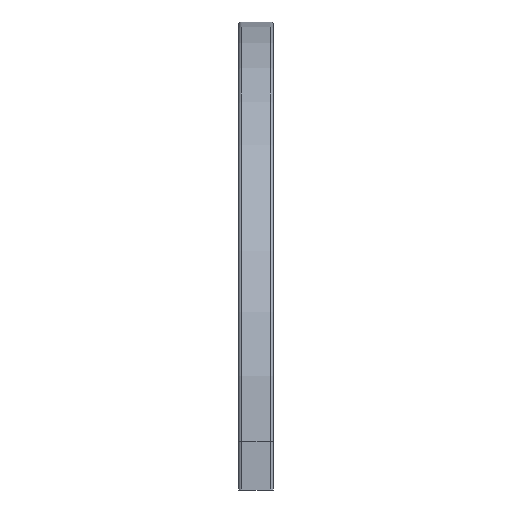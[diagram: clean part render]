
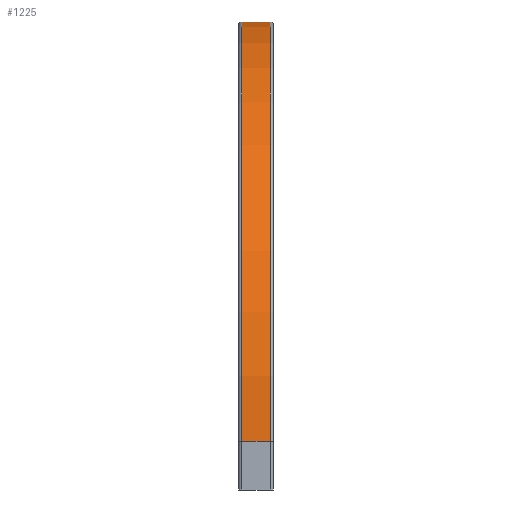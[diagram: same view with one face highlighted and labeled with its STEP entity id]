
A CAD part, left-side view. The second image highlights one B-rep face of the part: STEP entity #1225.
In plain terms, the highlighted cylindrical face has radius 1035 mm (diameter 2070 mm), a partial arc.
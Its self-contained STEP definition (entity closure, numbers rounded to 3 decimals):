
#97=CIRCLE('',#1373,1035.);
#98=CIRCLE('',#1375,1035.);
#133=CYLINDRICAL_SURFACE('',#1374,1035.);
#199=FACE_OUTER_BOUND('',#269,.T.);
#269=EDGE_LOOP('',(#1107,#1108,#1109,#1110));
#284=LINE('',#1813,#388);
#363=LINE('',#2053,#467);
#388=VECTOR('',#1412,10.);
#467=VECTOR('',#1633,10.);
#491=VERTEX_POINT('',#1803);
#494=VERTEX_POINT('',#1811);
#581=VERTEX_POINT('',#2043);
#584=VERTEX_POINT('',#2051);
#608=EDGE_CURVE('',#494,#491,#284,.T.);
#725=EDGE_CURVE('',#581,#584,#363,.T.);
#769=EDGE_CURVE('',#494,#581,#97,.T.);
#770=EDGE_CURVE('',#491,#584,#98,.T.);
#1107=ORIENTED_EDGE('',*,*,#725,.T.);
#1108=ORIENTED_EDGE('',*,*,#770,.F.);
#1109=ORIENTED_EDGE('',*,*,#608,.F.);
#1110=ORIENTED_EDGE('',*,*,#769,.T.);
#1225=ADVANCED_FACE('',(#199),#133,.T.);
#1373=AXIS2_PLACEMENT_3D('',#2134,#1759,#1760);
#1374=AXIS2_PLACEMENT_3D('',#2135,#1761,#1762);
#1375=AXIS2_PLACEMENT_3D('',#2136,#1763,#1764);
#1412=DIRECTION('',(0.,1.,0.));
#1633=DIRECTION('',(0.,1.,0.));
#1759=DIRECTION('center_axis',(0.,1.,0.));
#1760=DIRECTION('ref_axis',(-1.,0.,0.));
#1761=DIRECTION('center_axis',(0.,1.,0.));
#1762=DIRECTION('ref_axis',(-1.,0.,0.));
#1763=DIRECTION('center_axis',(0.,1.,0.));
#1764=DIRECTION('ref_axis',(-1.,0.,0.));
#1803=CARTESIAN_POINT('',(-35.,78.,0.));
#1811=CARTESIAN_POINT('',(-35.,7.,0.));
#1813=CARTESIAN_POINT('',(-35.,7.,0.));
#2043=CARTESIAN_POINT('',(1000.,7.,1035.));
#2051=CARTESIAN_POINT('',(1000.,78.,1035.));
#2053=CARTESIAN_POINT('',(1000.,7.,1035.));
#2134=CARTESIAN_POINT('Origin',(1000.,7.,0.));
#2135=CARTESIAN_POINT('Origin',(1000.,42.5,0.));
#2136=CARTESIAN_POINT('Origin',(1000.,78.,0.));
